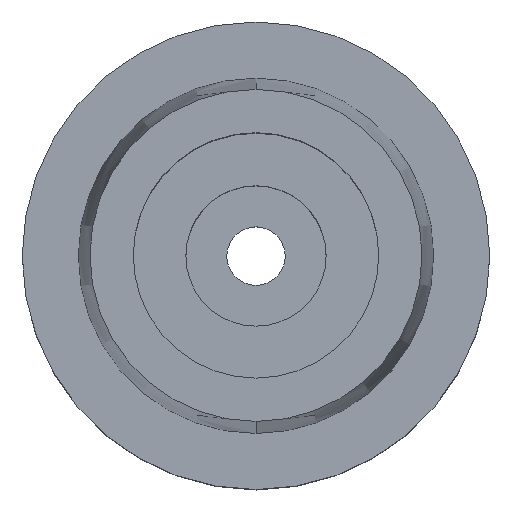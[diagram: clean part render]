
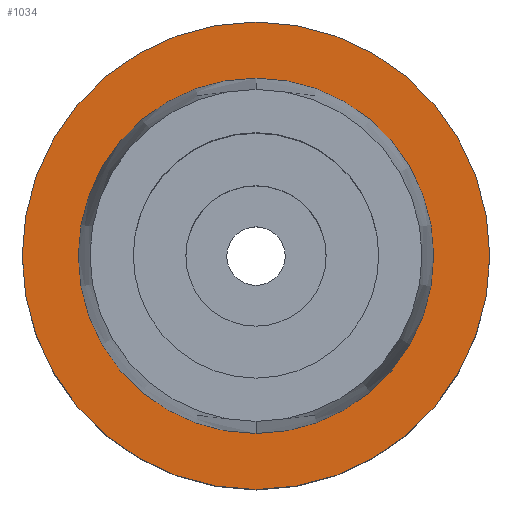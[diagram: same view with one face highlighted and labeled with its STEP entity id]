
A CAD part, top view. The second image highlights one B-rep face of the part: STEP entity #1034.
In plain terms, the highlighted planar face has unit normal (0, 0, 1).
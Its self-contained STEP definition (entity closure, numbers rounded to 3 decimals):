
#52 = DIRECTION ( 'NONE',  ( 1., 0., 0. ) ) ;
#61 = CIRCLE ( 'NONE', #279, 15.2 ) ;
#134 = CARTESIAN_POINT ( 'NONE',  ( 0., 15.2, 0. ) ) ;
#175 = DIRECTION ( 'NONE',  ( 0., 0., 1. ) ) ;
#251 = CARTESIAN_POINT ( 'NONE',  ( 0., 0., 0. ) ) ;
#279 = AXIS2_PLACEMENT_3D ( 'NONE', #2027, #175, #996 ) ;
#470 = ORIENTED_EDGE ( 'NONE', *, *, #756, .F. ) ;
#509 = EDGE_CURVE ( 'NONE', #1533, #697, #1314, .T. ) ;
#579 = DIRECTION ( 'NONE',  ( 0., 1., 0. ) ) ;
#680 = AXIS2_PLACEMENT_3D ( 'NONE', #2234, #1987, #579 ) ;
#683 = PLANE ( 'NONE',  #886 ) ;
#689 = DIRECTION ( 'NONE',  ( 0., 0., -1. ) ) ;
#697 = VERTEX_POINT ( 'NONE', #2410 ) ;
#718 = ORIENTED_EDGE ( 'NONE', *, *, #2598, .F. ) ;
#756 = EDGE_CURVE ( 'NONE', #1848, #2544, #61, .T. ) ;
#833 = CIRCLE ( 'NONE', #2357, 20. ) ;
#838 = EDGE_LOOP ( 'NONE', ( #718, #470 ) ) ;
#886 = AXIS2_PLACEMENT_3D ( 'NONE', #1117, #1944, #52 ) ;
#901 = FACE_OUTER_BOUND ( 'NONE', #1283, .T. ) ;
#996 = DIRECTION ( 'NONE',  ( 0., -1., 0. ) ) ;
#1034 = ADVANCED_FACE ( 'NONE', ( #901, #1907 ), #683, .T. ) ;
#1117 = CARTESIAN_POINT ( 'NONE',  ( 0., 0., 0. ) ) ;
#1184 = CARTESIAN_POINT ( 'NONE',  ( 0., -15.2, 0. ) ) ;
#1283 = EDGE_LOOP ( 'NONE', ( #2509, #2522 ) ) ;
#1314 = CIRCLE ( 'NONE', #1755, 20. ) ;
#1508 = DIRECTION ( 'NONE',  ( 0., -1., 0. ) ) ;
#1521 = EDGE_CURVE ( 'NONE', #697, #1533, #833, .T. ) ;
#1533 = VERTEX_POINT ( 'NONE', #2572 ) ;
#1720 = CARTESIAN_POINT ( 'NONE',  ( 0., 0., 0. ) ) ;
#1755 = AXIS2_PLACEMENT_3D ( 'NONE', #251, #689, #2690 ) ;
#1848 = VERTEX_POINT ( 'NONE', #1184 ) ;
#1907 = FACE_BOUND ( 'NONE', #838, .T. ) ;
#1944 = DIRECTION ( 'NONE',  ( 0., 0., 1. ) ) ;
#1987 = DIRECTION ( 'NONE',  ( 0., 0., 1. ) ) ;
#2027 = CARTESIAN_POINT ( 'NONE',  ( 0., 0., 0. ) ) ;
#2234 = CARTESIAN_POINT ( 'NONE',  ( 0., 0., 0. ) ) ;
#2357 = AXIS2_PLACEMENT_3D ( 'NONE', #1720, #2556, #1508 ) ;
#2410 = CARTESIAN_POINT ( 'NONE',  ( 0., -20., 0. ) ) ;
#2509 = ORIENTED_EDGE ( 'NONE', *, *, #509, .F. ) ;
#2522 = ORIENTED_EDGE ( 'NONE', *, *, #1521, .F. ) ;
#2544 = VERTEX_POINT ( 'NONE', #134 ) ;
#2556 = DIRECTION ( 'NONE',  ( 0., 0., -1. ) ) ;
#2563 = CIRCLE ( 'NONE', #680, 15.2 ) ;
#2572 = CARTESIAN_POINT ( 'NONE',  ( 0., 20., 0. ) ) ;
#2598 = EDGE_CURVE ( 'NONE', #2544, #1848, #2563, .T. ) ;
#2690 = DIRECTION ( 'NONE',  ( 0., 1., 0. ) ) ;
